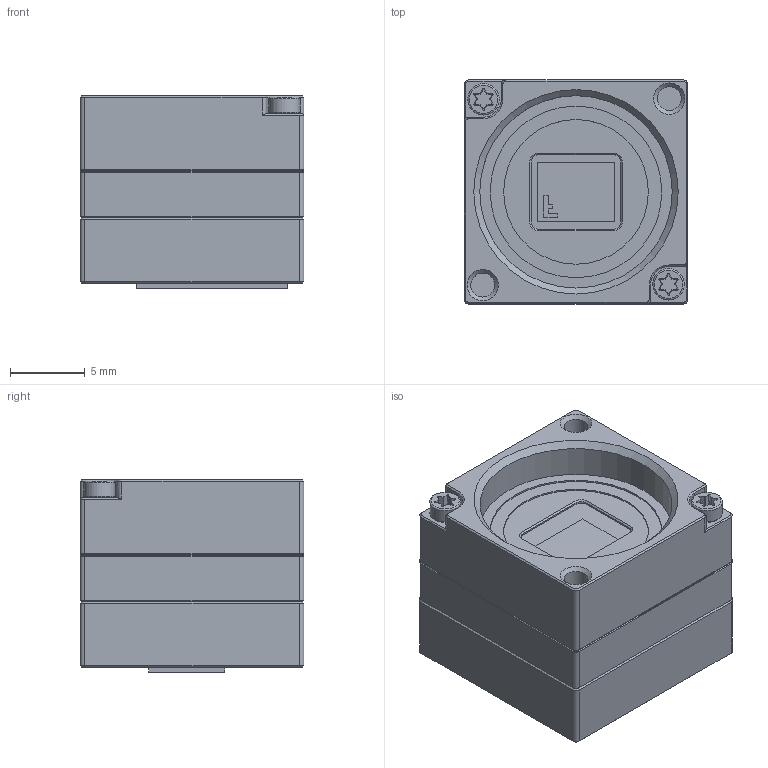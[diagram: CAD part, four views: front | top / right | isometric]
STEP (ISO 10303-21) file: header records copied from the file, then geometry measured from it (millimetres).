
FILE_DESCRIPTION(/* description */ (''),/* implementation_level */ '2;1');
FILE_NAME(/* name */ 'MU050xR-SY+ADPT-MU-CX3-FL_01-STP.stp',/* time_stamp */ '2024-01-30T16:33:49+01:00',/* author */ (''),/* organization */ (''),/* preprocessor_version */ 'ST-DEVELOPER v18.102',/* originating_system */ 'SIEMENS PLM Software NX2206.8900',/* authorisation */ '');
FILE_SCHEMA (('AUTOMOTIVE_DESIGN { 1 0 10303 214 3 1 1 1 }'));
Products named in the file (12): 001420_01_1-MECH-KPTN-13.5X13.5X0.1MM; 001979_01_1-MECH-MU050-FRONT; 001986_01_1-ADPT-MU-CX3-FL-PCA; 001001_01_1-SROB-M1.6X5-CSK-TX-STNLS; 001954_01_1-MECH-MU-CX3-ADPT-F; 001966_01_1-MU051xR-SY-PCA; 001068_01_1-SROB-M1.2X6-TX-STNLS; 001390_01_1-TP-5X5X1-TGA6200; 001956_01_1-MECH-MU-CX3-REAR; 001968_01_1-MU050-FRONT-KPT; 001957_01_1-ADPT-MU-CX3-Fx_NX-ARRAGMNTFL; 001976_01_1-MU-CX3-STOCK
Assembly tree (13 placements, depth 3):
  001976_01_1-MU-CX3-STOCK
    001956_01_1-MECH-MU-CX3-REAR
    001390_01_1-TP-5X5X1-TGA6200
    001068_01_1-SROB-M1.2X6-TX-STNLS  x2
    001957_01_1-ADPT-MU-CX3-Fx_NX-ARRAGMNTFL
      001954_01_1-MECH-MU-CX3-ADPT-F
      001001_01_1-SROB-M1.6X5-CSK-TX-STNLS  x2
      001986_01_1-ADPT-MU-CX3-FL-PCA
    001968_01_1-MU050-FRONT-KPT
      001979_01_1-MECH-MU050-FRONT
      001420_01_1-MECH-KPTN-13.5X13.5X0.1MM
    001966_01_1-MU051xR-SY-PCA
Bounding box: 15 x 15 x 12.89 mm (x, y, z)
Volume: 1704.2 mm3; surface area: 5217.3 mm2
Topology: 128 solids, 128 shells, 6448 faces, 16124 edges, 9974 vertices
Faces by surface type: plane 3756, cylinder 1925, sphere 482, cone 169, torus 58, bspline 56, extrusion 2
Full cylindrical faces by diameter (mm): 0.15 x9, 1 x2, 1.2 x4, 1.3 x2, 1.6 x6, 1.7 x2, 2.1 x2, 2.95 x2, 3.2 x2, 9.7 x1, 11.5 x1, 12.9 x1
Entity records: 205245 total; most frequent: CARTESIAN_POINT 35348, ORIENTED_EDGE 31616, DIRECTION 31568, EDGE_CURVE 15808, VECTOR 11288, LINE 11286, AXIS2_PLACEMENT_3D 10140, VERTEX_POINT 9866
